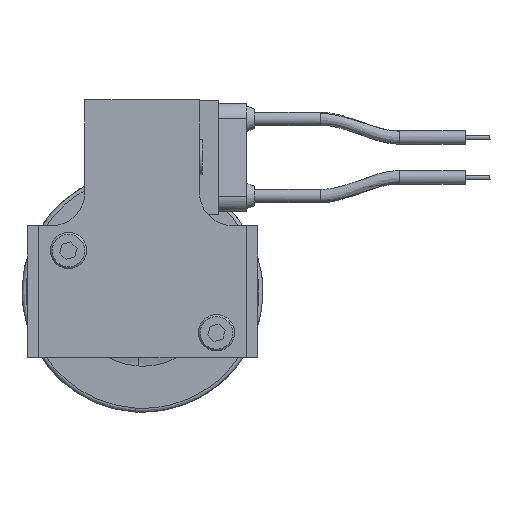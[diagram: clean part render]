
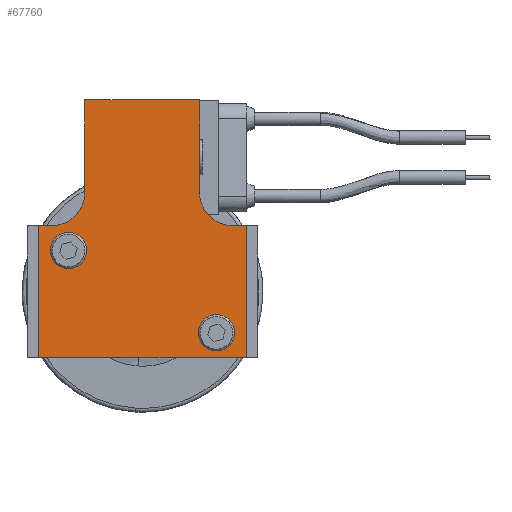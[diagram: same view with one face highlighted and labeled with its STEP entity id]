
A CAD part, left-side view. The second image highlights one B-rep face of the part: STEP entity #67760.
In plain terms, the highlighted planar face has unit normal (-1, 0, 0).
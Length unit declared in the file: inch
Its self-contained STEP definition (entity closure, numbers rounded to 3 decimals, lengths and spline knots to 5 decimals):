
#143 = VERTEX_POINT ( 'NONE', #75874 ) ;
#275 = CIRCLE ( 'NONE', #67755, 0.12402 ) ;
#1641 = CARTESIAN_POINT ( 'NONE',  ( -2.061, -0.6834, 0.75179 ) ) ;
#1998 = VERTEX_POINT ( 'NONE', #37865 ) ;
#2291 = LINE ( 'NONE', #45579, #74602 ) ;
#2753 = EDGE_CURVE ( 'NONE', #118022, #75469, #17983, .T. ) ;
#3364 = VERTEX_POINT ( 'NONE', #42623 ) ;
#3393 = ORIENTED_EDGE ( 'NONE', *, *, #91340, .T. ) ;
#3713 = CARTESIAN_POINT ( 'NONE',  ( -2.061, -0.787, 0.0009 ) ) ;
#6669 = AXIS2_PLACEMENT_3D ( 'NONE', #114395, #28753, #113188 ) ;
#6909 = ORIENTED_EDGE ( 'NONE', *, *, #69314, .T. ) ;
#7369 = CARTESIAN_POINT ( 'NONE',  ( -2.061, 0., -0.5 ) ) ;
#8021 = AXIS2_PLACEMENT_3D ( 'NONE', #1641, #94470, #47536 ) ;
#12054 = EDGE_LOOP ( 'NONE', ( #78840, #106706 ) ) ;
#12337 = AXIS2_PLACEMENT_3D ( 'NONE', #91187, #53746, #110149 ) ;
#12729 = LINE ( 'NONE', #73200, #84946 ) ;
#14760 = DIRECTION ( 'NONE',  ( 0., 0., 1. ) ) ;
#17983 = LINE ( 'NONE', #7369, #115249 ) ;
#18662 = EDGE_CURVE ( 'NONE', #41199, #29734, #2291, .T. ) ;
#18914 = CARTESIAN_POINT ( 'NONE',  ( -2.061, 0.6876, 0.50179 ) ) ;
#19102 = AXIS2_PLACEMENT_3D ( 'NONE', #81876, #71193, #14760 ) ;
#19364 = VERTEX_POINT ( 'NONE', #52691 ) ;
#21438 = CIRCLE ( 'NONE', #19102, 0.12402 ) ;
#22507 = CARTESIAN_POINT ( 'NONE',  ( -2.061, 0., 0.50179 ) ) ;
#23858 = EDGE_CURVE ( 'NONE', #98850, #1998, #21438, .T. ) ;
#24581 = EDGE_CURVE ( 'NONE', #3364, #59801, #65552, .T. ) ;
#25337 = VECTOR ( 'NONE', #88841, 39.37008 ) ;
#26932 = EDGE_CURVE ( 'NONE', #29734, #40820, #12729, .T. ) ;
#27326 = ORIENTED_EDGE ( 'NONE', *, *, #32389, .T. ) ;
#28753 = DIRECTION ( 'NONE',  ( 1., 0., 0. ) ) ;
#29734 = VERTEX_POINT ( 'NONE', #57298 ) ;
#32389 = EDGE_CURVE ( 'NONE', #40820, #57296, #46557, .T. ) ;
#34954 = DIRECTION ( 'NONE',  ( 0., 0., -1. ) ) ;
#36079 = ORIENTED_EDGE ( 'NONE', *, *, #2753, .F. ) ;
#37506 = EDGE_CURVE ( 'NONE', #19364, #118022, #93447, .T. ) ;
#37865 = CARTESIAN_POINT ( 'NONE',  ( -2.061, 0.562, 0.18798 ) ) ;
#39023 = ORIENTED_EDGE ( 'NONE', *, *, #110645, .T. ) ;
#39467 = FACE_BOUND ( 'NONE', #12054, .T. ) ;
#40820 = VERTEX_POINT ( 'NONE', #51735 ) ;
#41199 = VERTEX_POINT ( 'NONE', #49937 ) ;
#42623 = CARTESIAN_POINT ( 'NONE',  ( -2.061, -0.6834, 0.50179 ) ) ;
#44350 = DIRECTION ( 'NONE',  ( 0., 1., 0. ) ) ;
#44417 = CARTESIAN_POINT ( 'NONE',  ( -2.061, -0.787, -0.5 ) ) ;
#45090 = ORIENTED_EDGE ( 'NONE', *, *, #37506, .F. ) ;
#45579 = CARTESIAN_POINT ( 'NONE',  ( -2.061, 0., 1.457 ) ) ;
#46557 = CIRCLE ( 'NONE', #98888, 0.25 ) ;
#47536 = DIRECTION ( 'NONE',  ( 0., 0., 1. ) ) ;
#47560 = ORIENTED_EDGE ( 'NONE', *, *, #24581, .T. ) ;
#49937 = CARTESIAN_POINT ( 'NONE',  ( -2.061, -0.4334, 1.457 ) ) ;
#50108 = CARTESIAN_POINT ( 'NONE',  ( -2.061, -0.562, -0.312 ) ) ;
#50392 = DIRECTION ( 'NONE',  ( 0., 0., -1. ) ) ;
#51735 = CARTESIAN_POINT ( 'NONE',  ( -2.061, 0.4376, 0.75179 ) ) ;
#52691 = CARTESIAN_POINT ( 'NONE',  ( -2.061, -0.787, 0.50179 ) ) ;
#53604 = DIRECTION ( 'NONE',  ( 0., 1., 0. ) ) ;
#53746 = DIRECTION ( 'NONE',  ( -1., 0., 0. ) ) ;
#54985 = VECTOR ( 'NONE', #88365, 39.37008 ) ;
#56318 = LINE ( 'NONE', #116496, #25337 ) ;
#56727 = EDGE_CURVE ( 'NONE', #59801, #41199, #75213, .T. ) ;
#57296 = VERTEX_POINT ( 'NONE', #18914 ) ;
#57298 = CARTESIAN_POINT ( 'NONE',  ( -2.061, 0.4376, 1.457 ) ) ;
#59579 = EDGE_CURVE ( 'NONE', #1998, #98850, #65578, .T. ) ;
#59801 = VERTEX_POINT ( 'NONE', #80560 ) ;
#61454 = CARTESIAN_POINT ( 'NONE',  ( -2.061, 0.6876, 0.75179 ) ) ;
#63385 = VECTOR ( 'NONE', #96478, 39.37008 ) ;
#63414 = EDGE_LOOP ( 'NONE', ( #107896, #27326, #3393, #70362, #36079, #45090, #39023, #47560, #67554, #76123 ) ) ;
#65552 = CIRCLE ( 'NONE', #8021, 0.25 ) ;
#65578 = CIRCLE ( 'NONE', #6669, 0.12402 ) ;
#67554 = ORIENTED_EDGE ( 'NONE', *, *, #56727, .T. ) ;
#67755 = AXIS2_PLACEMENT_3D ( 'NONE', #50108, #115617, #76489 ) ;
#67760 = ADVANCED_FACE ( 'NONE', ( #39467, #83627, #89592 ), #118451, .T. ) ;
#69314 = EDGE_CURVE ( 'NONE', #143, #73058, #275, .T. ) ;
#70362 = ORIENTED_EDGE ( 'NONE', *, *, #82775, .T. ) ;
#70756 = DIRECTION ( 'NONE',  ( 0., 0., 1. ) ) ;
#70843 = DIRECTION ( 'NONE',  ( 1., 0., 0. ) ) ;
#71193 = DIRECTION ( 'NONE',  ( 1., 0., 0. ) ) ;
#73058 = VERTEX_POINT ( 'NONE', #121412 ) ;
#73200 = CARTESIAN_POINT ( 'NONE',  ( -2.061, 0.4376, 0.4785 ) ) ;
#74602 = VECTOR ( 'NONE', #44350, 39.37008 ) ;
#75213 = LINE ( 'NONE', #86044, #92911 ) ;
#75469 = VERTEX_POINT ( 'NONE', #79501 ) ;
#75537 = CARTESIAN_POINT ( 'NONE',  ( -2.061, 0.787, 0.50179 ) ) ;
#75874 = CARTESIAN_POINT ( 'NONE',  ( -2.061, -0.562, -0.18798 ) ) ;
#76123 = ORIENTED_EDGE ( 'NONE', *, *, #18662, .T. ) ;
#76489 = DIRECTION ( 'NONE',  ( 0., 0., 1. ) ) ;
#78840 = ORIENTED_EDGE ( 'NONE', *, *, #23858, .T. ) ;
#79501 = CARTESIAN_POINT ( 'NONE',  ( -2.061, 0.787, -0.5 ) ) ;
#80560 = CARTESIAN_POINT ( 'NONE',  ( -2.061, -0.4334, 0.75179 ) ) ;
#81876 = CARTESIAN_POINT ( 'NONE',  ( -2.061, 0.562, 0.312 ) ) ;
#82775 = EDGE_CURVE ( 'NONE', #108856, #75469, #107562, .T. ) ;
#83486 = EDGE_CURVE ( 'NONE', #73058, #143, #113096, .T. ) ;
#83627 = FACE_BOUND ( 'NONE', #97121, .T. ) ;
#84449 = LINE ( 'NONE', #22507, #54985 ) ;
#84946 = VECTOR ( 'NONE', #34954, 39.37008 ) ;
#86044 = CARTESIAN_POINT ( 'NONE',  ( -2.061, -0.4334, 0.4785 ) ) ;
#88365 = DIRECTION ( 'NONE',  ( 0., 1., 0. ) ) ;
#88841 = DIRECTION ( 'NONE',  ( 0., 1., 0. ) ) ;
#89592 = FACE_OUTER_BOUND ( 'NONE', #63414, .T. ) ;
#89969 = AXIS2_PLACEMENT_3D ( 'NONE', #110755, #118182, #70756 ) ;
#90509 = VECTOR ( 'NONE', #50392, 39.37008 ) ;
#91187 = CARTESIAN_POINT ( 'NONE',  ( -2.061, -0.787, -0.5 ) ) ;
#91340 = EDGE_CURVE ( 'NONE', #57296, #108856, #56318, .T. ) ;
#92244 = CARTESIAN_POINT ( 'NONE',  ( -2.061, 0.562, 0.43602 ) ) ;
#92911 = VECTOR ( 'NONE', #114483, 39.37008 ) ;
#93447 = LINE ( 'NONE', #3713, #90509 ) ;
#94470 = DIRECTION ( 'NONE',  ( 1., 0., 0. ) ) ;
#96478 = DIRECTION ( 'NONE',  ( 0., 0., -1. ) ) ;
#97121 = EDGE_LOOP ( 'NONE', ( #6909, #114989 ) ) ;
#98850 = VERTEX_POINT ( 'NONE', #92244 ) ;
#98888 = AXIS2_PLACEMENT_3D ( 'NONE', #61454, #70843, #99696 ) ;
#99696 = DIRECTION ( 'NONE',  ( 0., 0., 1. ) ) ;
#106706 = ORIENTED_EDGE ( 'NONE', *, *, #59579, .T. ) ;
#107562 = LINE ( 'NONE', #115460, #63385 ) ;
#107896 = ORIENTED_EDGE ( 'NONE', *, *, #26932, .T. ) ;
#108856 = VERTEX_POINT ( 'NONE', #75537 ) ;
#110149 = DIRECTION ( 'NONE',  ( 0., 0., 1. ) ) ;
#110645 = EDGE_CURVE ( 'NONE', #19364, #3364, #84449, .T. ) ;
#110755 = CARTESIAN_POINT ( 'NONE',  ( -2.061, -0.562, -0.312 ) ) ;
#113096 = CIRCLE ( 'NONE', #89969, 0.12402 ) ;
#113188 = DIRECTION ( 'NONE',  ( 0., 0., 1. ) ) ;
#114395 = CARTESIAN_POINT ( 'NONE',  ( -2.061, 0.562, 0.312 ) ) ;
#114483 = DIRECTION ( 'NONE',  ( 0., 0., 1. ) ) ;
#114989 = ORIENTED_EDGE ( 'NONE', *, *, #83486, .T. ) ;
#115249 = VECTOR ( 'NONE', #53604, 39.37008 ) ;
#115460 = CARTESIAN_POINT ( 'NONE',  ( -2.061, 0.787, 0.0009 ) ) ;
#115617 = DIRECTION ( 'NONE',  ( 1., 0., 0. ) ) ;
#116496 = CARTESIAN_POINT ( 'NONE',  ( -2.061, 0., 0.50179 ) ) ;
#118022 = VERTEX_POINT ( 'NONE', #44417 ) ;
#118182 = DIRECTION ( 'NONE',  ( 1., 0., 0. ) ) ;
#118451 = PLANE ( 'NONE',  #12337 ) ;
#121412 = CARTESIAN_POINT ( 'NONE',  ( -2.061, -0.562, -0.43602 ) ) ;
